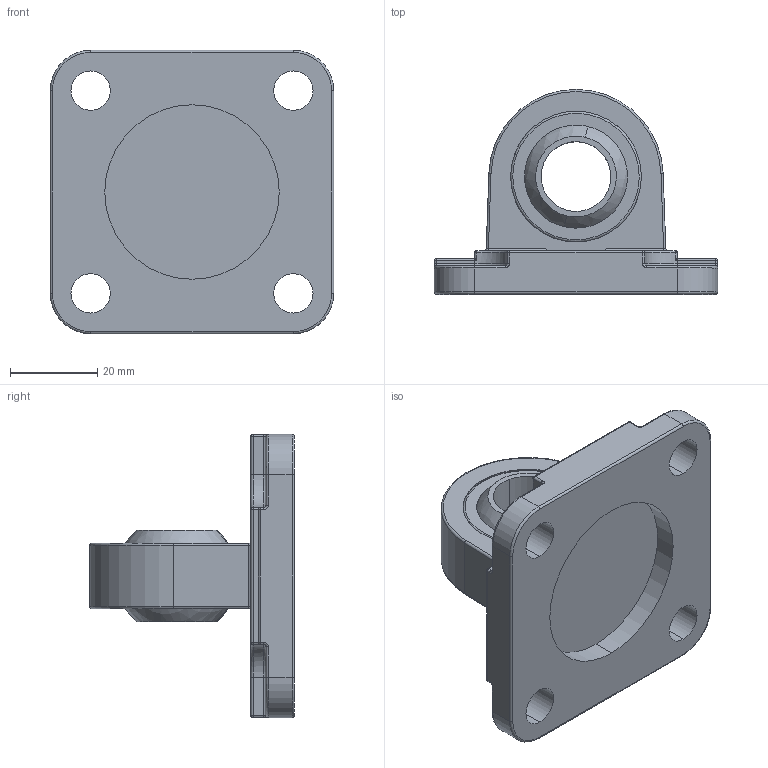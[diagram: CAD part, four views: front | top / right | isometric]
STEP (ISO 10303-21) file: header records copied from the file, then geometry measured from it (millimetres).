
FILE_DESCRIPTION (( 'STEP AP203' ), '1' );
FILE_NAME ('IN18-50.STEP', '2015-09-25T14:56:05', ( 'utente11' ), ( '' ), 'SwSTEP 2.0', 'SolidWorks 2015', '' );
FILE_SCHEMA (( 'CONFIG_CONTROL_DESIGN' ));
Length unit declared in the file: millimetre
Products named in the file (4): Sostegno^IN18_50; IN18-50; Anello cuscinetto^IN18_50; Sfera cuscinetto^IN18_50
Assembly tree (3 placements, depth 2):
  IN18-50
    Anello cuscinetto^IN18_50
    Sfera cuscinetto^IN18_50
    Sostegno^IN18_50
Bounding box: 65 x 47 x 65 mm (x, y, z)
Volume: 46319.2 mm3; surface area: 21431.8 mm2
Topology: 3 solids, 3 shells, 170 faces, 410 edges, 230 vertices
Faces by surface type: cylinder 82, torus 34, plane 34, sphere 16, bspline 4
Entity records: 5304 total; most frequent: CARTESIAN_POINT 948, DIRECTION 930, ORIENTED_EDGE 776, EDGE_CURVE 388, AXIS2_PLACEMENT_3D 386, VERTEX_POINT 224, CIRCLE 214, EDGE_LOOP 186
